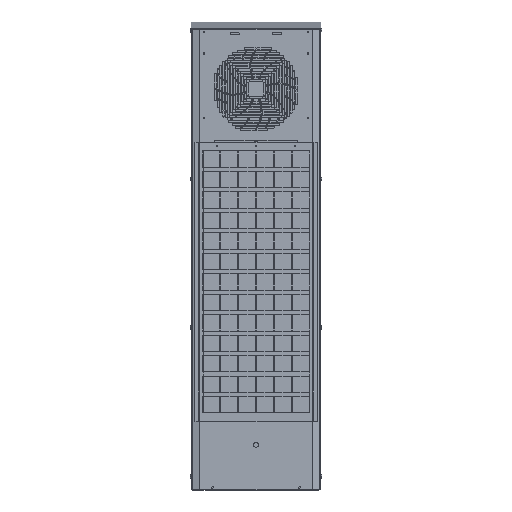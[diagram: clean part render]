
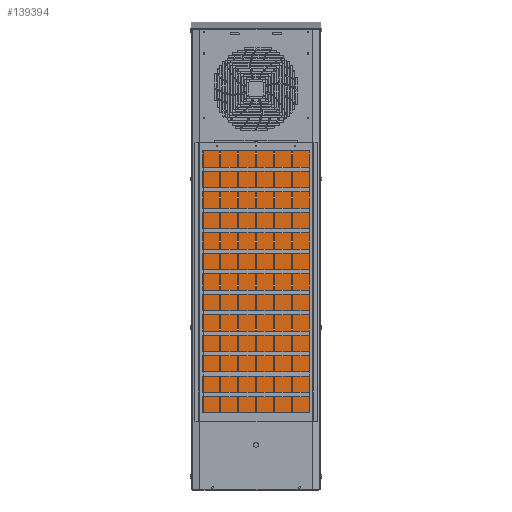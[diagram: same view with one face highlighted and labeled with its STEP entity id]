
A CAD part, top view. The second image highlights one B-rep face of the part: STEP entity #139394.
In plain terms, the highlighted planar face has unit normal (0, 0, 1).
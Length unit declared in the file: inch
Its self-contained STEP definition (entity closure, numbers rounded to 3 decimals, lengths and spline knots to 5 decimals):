
#8392 = VECTOR ( 'NONE', #169886, 39.37008 ) ;
#10638 = PLANE ( 'NONE',  #60053 ) ;
#12497 = ORIENTED_EDGE ( 'NONE', *, *, #197890, .T. ) ;
#24310 = CARTESIAN_POINT ( 'NONE',  ( 0., -28.34093, 8.12374 ) ) ;
#26707 = EDGE_CURVE ( 'NONE', #184915, #35109, #140160, .T. ) ;
#27998 = CARTESIAN_POINT ( 'NONE',  ( 0., 0., 8.12374 ) ) ;
#31631 = DIRECTION ( 'NONE',  ( 0., -1., 0. ) ) ;
#35109 = VERTEX_POINT ( 'NONE', #108494 ) ;
#47425 = VECTOR ( 'NONE', #31631, 39.37008 ) ;
#50462 = CARTESIAN_POINT ( 'NONE',  ( -6.36084, -28.34093, 8.12374 ) ) ;
#60053 = AXIS2_PLACEMENT_3D ( 'NONE', #27998, #105970, #76714 ) ;
#72184 = ORIENTED_EDGE ( 'NONE', *, *, #101867, .T. ) ;
#73292 = VERTEX_POINT ( 'NONE', #189027 ) ;
#74722 = ORIENTED_EDGE ( 'NONE', *, *, #26707, .T. ) ;
#74893 = VERTEX_POINT ( 'NONE', #121667 ) ;
#76714 = DIRECTION ( 'NONE',  ( 1., 0., 0. ) ) ;
#77586 = EDGE_LOOP ( 'NONE', ( #72184, #74722, #88212, #12497 ) ) ;
#87538 = LINE ( 'NONE', #105915, #8392 ) ;
#88212 = ORIENTED_EDGE ( 'NONE', *, *, #144196, .T. ) ;
#91537 = VECTOR ( 'NONE', #184689, 39.37008 ) ;
#101236 = LINE ( 'NONE', #200944, #91537 ) ;
#101867 = EDGE_CURVE ( 'NONE', #73292, #184915, #129103, .T. ) ;
#105915 = CARTESIAN_POINT ( 'NONE',  ( 6.59191, 0., 8.12374 ) ) ;
#105970 = DIRECTION ( 'NONE',  ( 0., 0., 1. ) ) ;
#108494 = CARTESIAN_POINT ( 'NONE',  ( 6.59191, -28.34093, 8.12374 ) ) ;
#121667 = CARTESIAN_POINT ( 'NONE',  ( 6.59191, 3.71418, 8.12374 ) ) ;
#129103 = LINE ( 'NONE', #164812, #47425 ) ;
#139394 = ADVANCED_FACE ( 'NONE', ( #204600 ), #10638, .T. ) ;
#140160 = LINE ( 'NONE', #24310, #148303 ) ;
#143344 = DIRECTION ( 'NONE',  ( 1., 0., 0. ) ) ;
#144196 = EDGE_CURVE ( 'NONE', #35109, #74893, #87538, .T. ) ;
#148303 = VECTOR ( 'NONE', #143344, 39.37008 ) ;
#164812 = CARTESIAN_POINT ( 'NONE',  ( -6.36084, 0., 8.12374 ) ) ;
#169886 = DIRECTION ( 'NONE',  ( 0., 1., 0. ) ) ;
#184689 = DIRECTION ( 'NONE',  ( -1., 0., 0. ) ) ;
#184915 = VERTEX_POINT ( 'NONE', #50462 ) ;
#189027 = CARTESIAN_POINT ( 'NONE',  ( -6.36084, 3.71418, 8.12374 ) ) ;
#197890 = EDGE_CURVE ( 'NONE', #74893, #73292, #101236, .T. ) ;
#200944 = CARTESIAN_POINT ( 'NONE',  ( 0., 3.71418, 8.12374 ) ) ;
#204600 = FACE_OUTER_BOUND ( 'NONE', #77586, .T. ) ;
